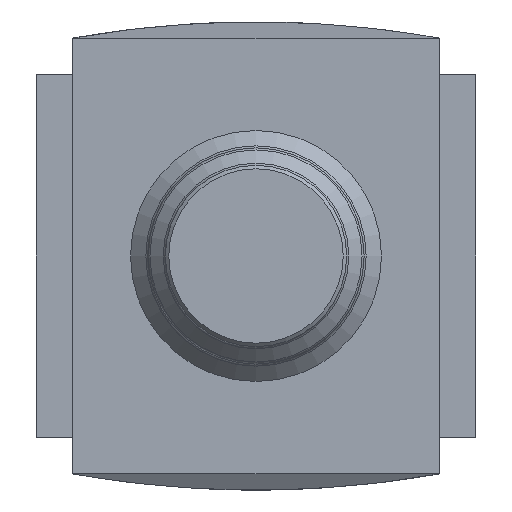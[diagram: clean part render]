
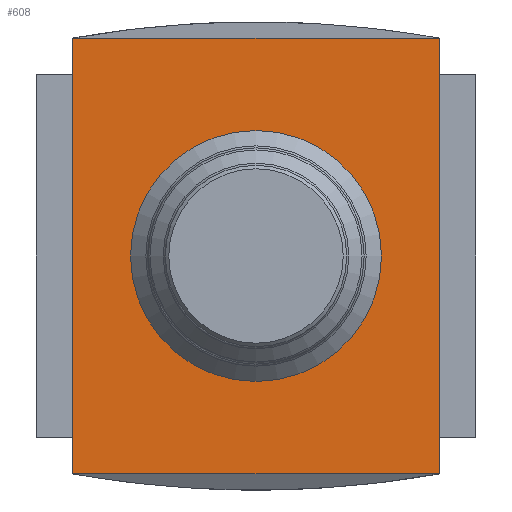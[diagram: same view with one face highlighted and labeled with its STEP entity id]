
A CAD part, front view. The second image highlights one B-rep face of the part: STEP entity #608.
In plain terms, the highlighted planar face has unit normal (0, -1, 0).
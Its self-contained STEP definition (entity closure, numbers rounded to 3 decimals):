
#608 = ADVANCED_FACE( '', ( #1298, #1299 ), #1300, .F. );
#1298 = FACE_BOUND( '', #2050, .T. );
#1299 = FACE_OUTER_BOUND( '', #2051, .T. );
#1300 = PLANE( '', #2052 );
#2050 = EDGE_LOOP( '', ( #3728 ) );
#2051 = EDGE_LOOP( '', ( #3729, #3730, #3731, #3732 ) );
#2052 = AXIS2_PLACEMENT_3D( '', #3733, #3734, #3735 );
#3728 = ORIENTED_EDGE( '', *, *, #4566, .F. );
#3729 = ORIENTED_EDGE( '', *, *, #4982, .F. );
#3730 = ORIENTED_EDGE( '', *, *, #4489, .T. );
#3731 = ORIENTED_EDGE( '', *, *, #5006, .F. );
#3732 = ORIENTED_EDGE( '', *, *, #4758, .T. );
#3733 = CARTESIAN_POINT( '', ( 0., -37.5, 116.435 ) );
#3734 = DIRECTION( '', ( 0., 1., 0. ) );
#3735 = DIRECTION( '', ( 0., 0., 1. ) );
#4489 = EDGE_CURVE( '', #5424, #5425, #5426, .T. );
#4566 = EDGE_CURVE( '', #5552, #5552, #5553, .F. );
#4758 = EDGE_CURVE( '', #5848, #5849, #5850, .T. );
#4982 = EDGE_CURVE( '', #5424, #5849, #6149, .T. );
#5006 = EDGE_CURVE( '', #5848, #5425, #6178, .T. );
#5424 = VERTEX_POINT( '', #6715 );
#5425 = VERTEX_POINT( '', #6716 );
#5426 = LINE( '', #6717, #6718 );
#5552 = VERTEX_POINT( '', #6894 );
#5553 = CIRCLE( '', #6895, 18. );
#5848 = VERTEX_POINT( '', #7307 );
#5849 = VERTEX_POINT( '', #7308 );
#5850 = LINE( '', #7309, #7310 );
#6149 = LINE( '', #7784, #7785 );
#6178 = LINE( '', #7826, #7827 );
#6715 = CARTESIAN_POINT( '', ( -26.25, -37.5, -31.25 ) );
#6716 = CARTESIAN_POINT( '', ( 26.25, -37.5, -31.25 ) );
#6717 = CARTESIAN_POINT( '', ( 0., -37.5, -31.25 ) );
#6718 = VECTOR( '', #8192, 1000. );
#6894 = CARTESIAN_POINT( '', ( 0., -37.5, 18. ) );
#6895 = AXIS2_PLACEMENT_3D( '', #8273, #8274, #8275 );
#7307 = CARTESIAN_POINT( '', ( 26.25, -37.5, 31.25 ) );
#7308 = CARTESIAN_POINT( '', ( -26.25, -37.5, 31.25 ) );
#7309 = CARTESIAN_POINT( '', ( 0., -37.5, 31.25 ) );
#7310 = VECTOR( '', #8480, 1000. );
#7784 = CARTESIAN_POINT( '', ( -26.25, -37.5, -31.25 ) );
#7785 = VECTOR( '', #8694, 1000. );
#7826 = CARTESIAN_POINT( '', ( 26.25, -37.5, 31.25 ) );
#7827 = VECTOR( '', #8716, 1000. );
#8192 = DIRECTION( '', ( 1., 0., 0. ) );
#8273 = CARTESIAN_POINT( '', ( 0., -37.5, 0. ) );
#8274 = DIRECTION( '', ( 0., 1., 0. ) );
#8275 = DIRECTION( '', ( 0., 0., 1. ) );
#8480 = DIRECTION( '', ( -1., 0., 0. ) );
#8694 = DIRECTION( '', ( 0., 0., 1. ) );
#8716 = DIRECTION( '', ( 0., 0., -1. ) );
